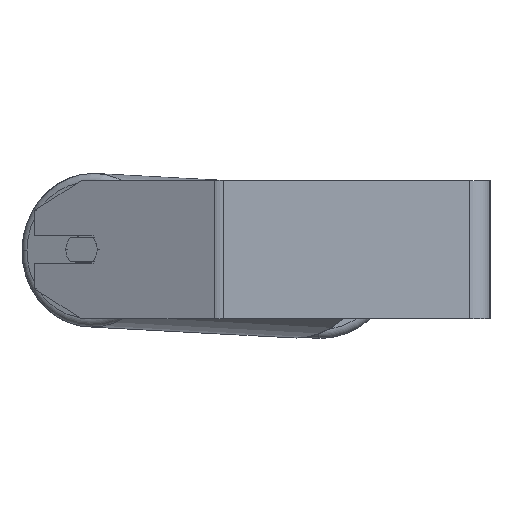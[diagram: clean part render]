
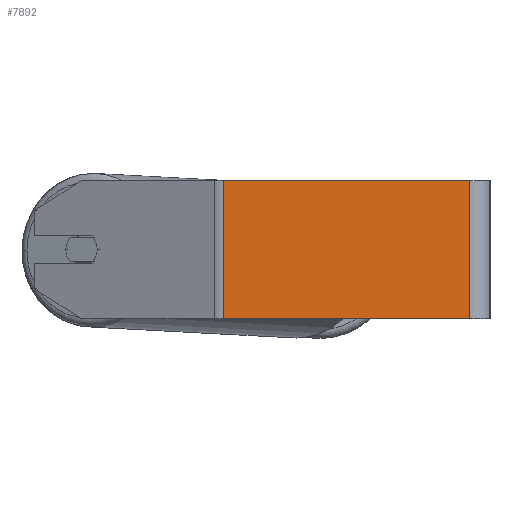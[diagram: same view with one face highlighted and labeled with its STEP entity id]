
A CAD part, left-side view. The second image highlights one B-rep face of the part: STEP entity #7892.
In plain terms, the highlighted planar face has unit normal (-1, 0, 0).
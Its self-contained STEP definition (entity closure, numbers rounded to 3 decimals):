
#18 = EDGE_CURVE ( 'NONE', #3507, #984, #4615, .T. ) ;
#201 = CARTESIAN_POINT ( 'NONE',  ( -490., 12., 40. ) ) ;
#884 = EDGE_CURVE ( 'NONE', #3476, #1220, #2666, .T. ) ;
#984 = VERTEX_POINT ( 'NONE', #5694 ) ;
#1220 = VERTEX_POINT ( 'NONE', #8150 ) ;
#1245 = CARTESIAN_POINT ( 'NONE',  ( -490., 154.517, 40. ) ) ;
#1349 = DIRECTION ( 'NONE',  ( 0., 0., -1. ) ) ;
#1715 = LINE ( 'NONE', #4458, #1957 ) ;
#1819 = VECTOR ( 'NONE', #7261, 1000. ) ;
#1937 = EDGE_CURVE ( 'NONE', #3507, #3476, #7745, .T. ) ;
#1957 = VECTOR ( 'NONE', #4369, 1000. ) ;
#2182 = PLANE ( 'NONE',  #4580 ) ;
#2215 = ORIENTED_EDGE ( 'NONE', *, *, #1937, .F. ) ;
#2335 = EDGE_CURVE ( 'NONE', #984, #1220, #1715, .T. ) ;
#2666 = LINE ( 'NONE', #6039, #6759 ) ;
#3476 = VERTEX_POINT ( 'NONE', #201 ) ;
#3507 = VERTEX_POINT ( 'NONE', #7807 ) ;
#3752 = CARTESIAN_POINT ( 'NONE',  ( -490., 157.177, 40. ) ) ;
#3940 = DIRECTION ( 'NONE',  ( 0., 0., -1. ) ) ;
#4009 = ORIENTED_EDGE ( 'NONE', *, *, #18, .T. ) ;
#4126 = DIRECTION ( 'NONE',  ( 0., 0., -1. ) ) ;
#4311 = ORIENTED_EDGE ( 'NONE', *, *, #884, .F. ) ;
#4369 = DIRECTION ( 'NONE',  ( 0., -1., 0. ) ) ;
#4458 = CARTESIAN_POINT ( 'NONE',  ( -490., 157.177, -40. ) ) ;
#4580 = AXIS2_PLACEMENT_3D ( 'NONE', #6170, #7015, #4126 ) ;
#4615 = LINE ( 'NONE', #1245, #5043 ) ;
#4916 = FACE_OUTER_BOUND ( 'NONE', #8204, .T. ) ;
#5043 = VECTOR ( 'NONE', #3940, 1000. ) ;
#5694 = CARTESIAN_POINT ( 'NONE',  ( -490., 154.517, -40. ) ) ;
#6039 = CARTESIAN_POINT ( 'NONE',  ( -490., 12., 40. ) ) ;
#6170 = CARTESIAN_POINT ( 'NONE',  ( -490., 157.177, 40. ) ) ;
#6759 = VECTOR ( 'NONE', #1349, 1000. ) ;
#7015 = DIRECTION ( 'NONE',  ( 1., 0., 0. ) ) ;
#7261 = DIRECTION ( 'NONE',  ( 0., -1., 0. ) ) ;
#7745 = LINE ( 'NONE', #3752, #1819 ) ;
#7807 = CARTESIAN_POINT ( 'NONE',  ( -490., 154.517, 40. ) ) ;
#7892 = ADVANCED_FACE ( 'NONE', ( #4916 ), #2182, .F. ) ;
#7943 = ORIENTED_EDGE ( 'NONE', *, *, #2335, .T. ) ;
#8150 = CARTESIAN_POINT ( 'NONE',  ( -490., 12., -40. ) ) ;
#8204 = EDGE_LOOP ( 'NONE', ( #7943, #4311, #2215, #4009 ) ) ;
